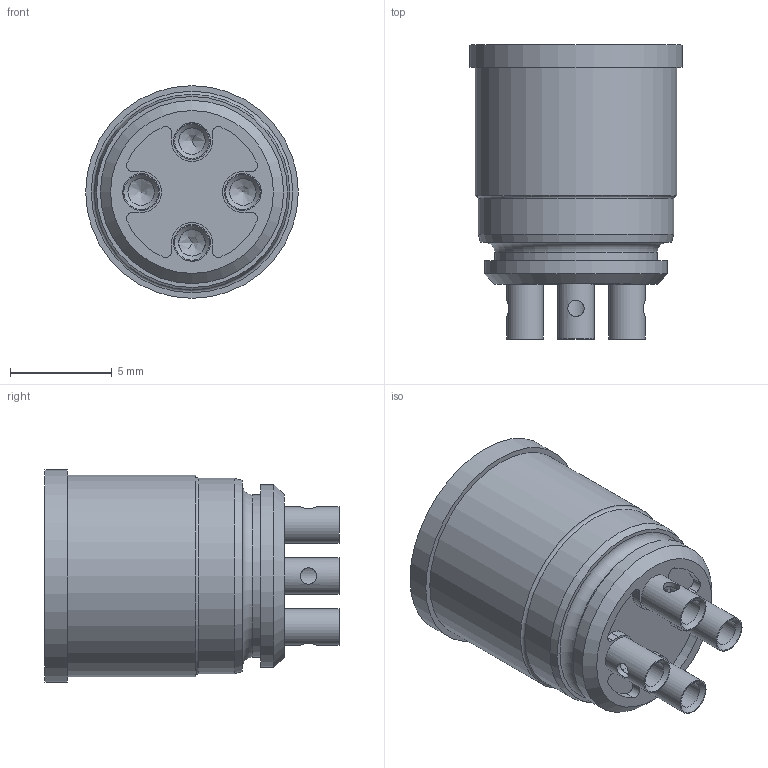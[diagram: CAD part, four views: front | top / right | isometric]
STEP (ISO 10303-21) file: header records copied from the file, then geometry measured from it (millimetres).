
FILE_DESCRIPTION(/* description */ (''),/* implementation_level */ '2;1');
FILE_NAME(/* name */ 'BG_EWAS4_stp.stp',/* time_stamp */ '2016-03-11T10:36:56+01:00',/* author */ (''),/* organization */ (''),/* preprocessor_version */ 'ST-DEVELOPER v16',/* originating_system */ 'SIEMENS PLM Software NX 10.0',/* authorisation */ '');
FILE_SCHEMA (('AUTOMOTIVE_DESIGN { 1 0 10303 214 3 1 1 1 }'));
Length unit declared in the file: millimetre
Products named in the file (1): BG_EWAS4_stp
Bounding box: 10.45 x 14.45 x 10.45 mm (x, y, z)
Volume: 388.7 mm3; surface area: 1002.4 mm2
Topology: 1 solids, 1 shells, 114 faces, 290 edges, 190 vertices
Faces by surface type: cylinder 57, plane 35, cone 10, torus 7, bspline 5
Full cylindrical faces by diameter (mm): 0.8 x4, 1 x8, 1.3 x4, 1.8 x4, 8 x1, 8.375 x1, 9 x1, 9.6 x1, 9.9 x1, 10.45 x1
Entity records: 3635 total; most frequent: CARTESIAN_POINT 1121, DIRECTION 538, ORIENTED_EDGE 440, AXIS2_PLACEMENT_3D 228, EDGE_CURVE 220, EDGE_LOOP 181, VERTEX_POINT 171, FACE_BOUND 127
